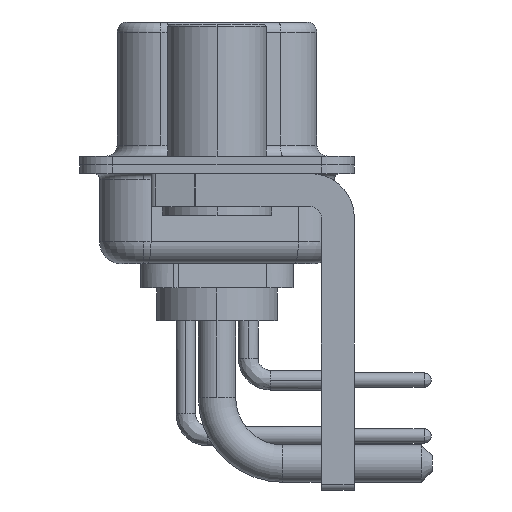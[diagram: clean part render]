
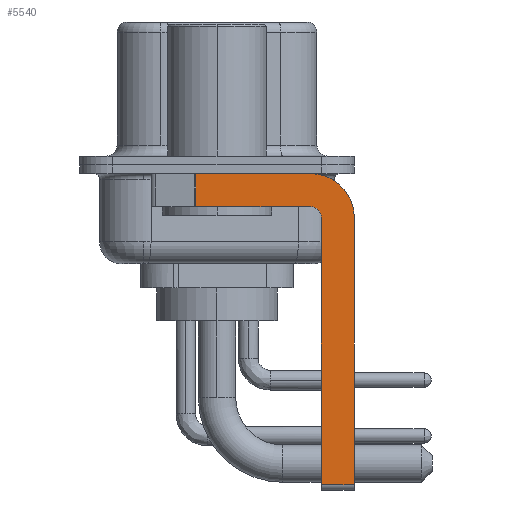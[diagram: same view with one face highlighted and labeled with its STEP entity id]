
A CAD part, left-side view. The second image highlights one B-rep face of the part: STEP entity #5540.
In plain terms, the highlighted planar face has unit normal (-1, 0, 0).
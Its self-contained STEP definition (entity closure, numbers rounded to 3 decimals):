
#14 = CARTESIAN_POINT ( 'NONE',  ( -2.9, -6.25, -2.4 ) ) ;
#69 = ORIENTED_EDGE ( 'NONE', *, *, #10531, .F. ) ;
#394 = CARTESIAN_POINT ( 'NONE',  ( -2.9, -4.75, -2.4 ) ) ;
#581 = DIRECTION ( 'NONE',  ( 0., 0., -1. ) ) ;
#1090 = AXIS2_PLACEMENT_3D ( 'NONE', #19469, #17321, #25616 ) ;
#1155 = LINE ( 'NONE', #22901, #2762 ) ;
#1210 = DIRECTION ( 'NONE',  ( 1., 0., 0. ) ) ;
#1341 = CARTESIAN_POINT ( 'NONE',  ( -2.9, -6.25, -14.55 ) ) ;
#2133 = FACE_OUTER_BOUND ( 'NONE', #26707, .T. ) ;
#2207 = CARTESIAN_POINT ( 'NONE',  ( -2.9, -4.75, -14.55 ) ) ;
#2762 = VECTOR ( 'NONE', #22631, 1000. ) ;
#3805 = EDGE_CURVE ( 'NONE', #18519, #9624, #1155, .T. ) ;
#4215 = EDGE_CURVE ( 'NONE', #25740, #23459, #26585, .T. ) ;
#4540 = CARTESIAN_POINT ( 'NONE',  ( -2.9, -4.25, -1.9 ) ) ;
#5131 = LINE ( 'NONE', #18486, #25551 ) ;
#5540 = ADVANCED_FACE ( 'NONE', ( #2133 ), #10791, .F. ) ;
#7657 = LINE ( 'NONE', #20730, #20534 ) ;
#7718 = EDGE_CURVE ( 'NONE', #23668, #17307, #12290, .T. ) ;
#7740 = CARTESIAN_POINT ( 'NONE',  ( -2.9, -4.25, -2.4 ) ) ;
#7913 = ORIENTED_EDGE ( 'NONE', *, *, #4215, .T. ) ;
#8297 = VERTEX_POINT ( 'NONE', #394 ) ;
#8304 = VERTEX_POINT ( 'NONE', #4540 ) ;
#8461 = ORIENTED_EDGE ( 'NONE', *, *, #20747, .F. ) ;
#9586 = ORIENTED_EDGE ( 'NONE', *, *, #11123, .F. ) ;
#9624 = VERTEX_POINT ( 'NONE', #12641 ) ;
#9674 = VECTOR ( 'NONE', #17459, 1000. ) ;
#10251 = LINE ( 'NONE', #21053, #20681 ) ;
#10531 = EDGE_CURVE ( 'NONE', #17307, #23459, #5131, .T. ) ;
#10756 = CIRCLE ( 'NONE', #23059, 0.5 ) ;
#10791 = PLANE ( 'NONE',  #1090 ) ;
#11074 = CARTESIAN_POINT ( 'NONE',  ( -2.9, -4.25, -14.55 ) ) ;
#11123 = EDGE_CURVE ( 'NONE', #18519, #23668, #21142, .T. ) ;
#11937 = VECTOR ( 'NONE', #25178, 1000. ) ;
#12195 = CARTESIAN_POINT ( 'NONE',  ( -2.9, 3., -0.4 ) ) ;
#12201 = ORIENTED_EDGE ( 'NONE', *, *, #3805, .T. ) ;
#12290 = CIRCLE ( 'NONE', #14555, 2. ) ;
#12641 = CARTESIAN_POINT ( 'NONE',  ( -2.9, 0.978, -1.9 ) ) ;
#12943 = ORIENTED_EDGE ( 'NONE', *, *, #25283, .F. ) ;
#14555 = AXIS2_PLACEMENT_3D ( 'NONE', #7740, #1210, #25386 ) ;
#15510 = EDGE_CURVE ( 'NONE', #8304, #9624, #10251, .T. ) ;
#16534 = ORIENTED_EDGE ( 'NONE', *, *, #15510, .F. ) ;
#17307 = VERTEX_POINT ( 'NONE', #14 ) ;
#17321 = DIRECTION ( 'NONE',  ( 1., 0., 0. ) ) ;
#17459 = DIRECTION ( 'NONE',  ( 0., -1., 0. ) ) ;
#17881 = CARTESIAN_POINT ( 'NONE',  ( -2.9, -4.25, -0.4 ) ) ;
#18486 = CARTESIAN_POINT ( 'NONE',  ( -2.9, -6.25, -2.4 ) ) ;
#18519 = VERTEX_POINT ( 'NONE', #19108 ) ;
#19108 = CARTESIAN_POINT ( 'NONE',  ( -2.9, 0.978, -0.4 ) ) ;
#19469 = CARTESIAN_POINT ( 'NONE',  ( -2.9, -4.25, -2.4 ) ) ;
#20534 = VECTOR ( 'NONE', #23007, 1000. ) ;
#20681 = VECTOR ( 'NONE', #23487, 1000. ) ;
#20730 = CARTESIAN_POINT ( 'NONE',  ( -2.9, -4.75, -14.8 ) ) ;
#20747 = EDGE_CURVE ( 'NONE', #8297, #8304, #10756, .T. ) ;
#21053 = CARTESIAN_POINT ( 'NONE',  ( -2.9, -4.25, -1.9 ) ) ;
#21142 = LINE ( 'NONE', #12195, #11937 ) ;
#22631 = DIRECTION ( 'NONE',  ( 0., 0., -1. ) ) ;
#22901 = CARTESIAN_POINT ( 'NONE',  ( -2.9, 0.978, -1.9 ) ) ;
#22902 = CARTESIAN_POINT ( 'NONE',  ( -2.9, -4.25, -2.4 ) ) ;
#23007 = DIRECTION ( 'NONE',  ( 0., 0., 1. ) ) ;
#23059 = AXIS2_PLACEMENT_3D ( 'NONE', #22902, #25071, #27188 ) ;
#23459 = VERTEX_POINT ( 'NONE', #1341 ) ;
#23487 = DIRECTION ( 'NONE',  ( 0., 1., 0. ) ) ;
#23668 = VERTEX_POINT ( 'NONE', #17881 ) ;
#25071 = DIRECTION ( 'NONE',  ( -1., 0., 0. ) ) ;
#25178 = DIRECTION ( 'NONE',  ( 0., -1., 0. ) ) ;
#25283 = EDGE_CURVE ( 'NONE', #25740, #8297, #7657, .T. ) ;
#25386 = DIRECTION ( 'NONE',  ( 0., 0., -1. ) ) ;
#25551 = VECTOR ( 'NONE', #581, 1000. ) ;
#25616 = DIRECTION ( 'NONE',  ( 0., 0., -1. ) ) ;
#25740 = VERTEX_POINT ( 'NONE', #2207 ) ;
#26585 = LINE ( 'NONE', #11074, #9674 ) ;
#26707 = EDGE_LOOP ( 'NONE', ( #9586, #12201, #16534, #8461, #12943, #7913, #69, #27976 ) ) ;
#27188 = DIRECTION ( 'NONE',  ( 0., 0., 1. ) ) ;
#27976 = ORIENTED_EDGE ( 'NONE', *, *, #7718, .F. ) ;
